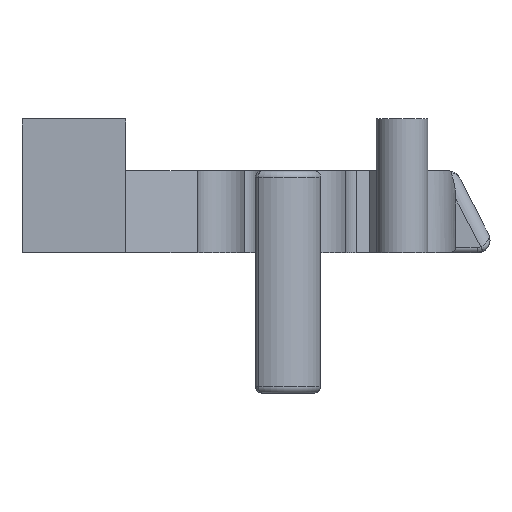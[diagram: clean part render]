
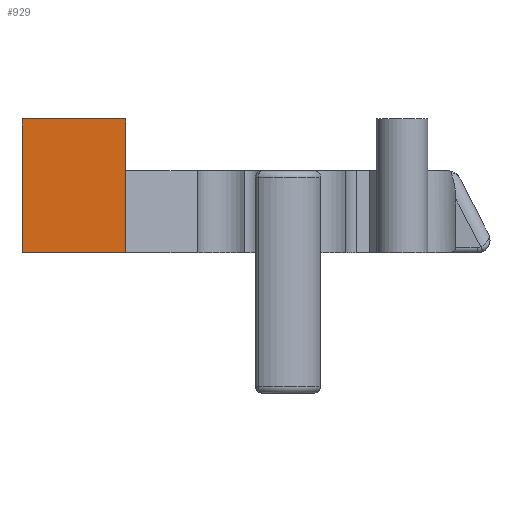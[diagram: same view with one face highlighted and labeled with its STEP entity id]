
A CAD part, front view. The second image highlights one B-rep face of the part: STEP entity #929.
In plain terms, the highlighted planar face has unit normal (0, -1, 0).
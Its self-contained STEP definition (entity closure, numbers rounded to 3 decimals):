
#137 = VERTEX_POINT ( 'NONE', #1486 ) ;
#155 = LINE ( 'NONE', #2594, #699 ) ;
#175 = CARTESIAN_POINT ( 'NONE',  ( -2., -12.738, -1.587 ) ) ;
#183 = CARTESIAN_POINT ( 'NONE',  ( 2., -12.738, 3.587 ) ) ;
#323 = VERTEX_POINT ( 'NONE', #359 ) ;
#359 = CARTESIAN_POINT ( 'NONE',  ( -2., -12.738, 3.587 ) ) ;
#412 = CARTESIAN_POINT ( 'NONE',  ( 2., -12.738, 3.587 ) ) ;
#549 = DIRECTION ( 'NONE',  ( 0., 0., 1. ) ) ;
#571 = VECTOR ( 'NONE', #2441, 1000. ) ;
#670 = VECTOR ( 'NONE', #1915, 1000. ) ;
#679 = ORIENTED_EDGE ( 'NONE', *, *, #1574, .F. ) ;
#699 = VECTOR ( 'NONE', #1122, 1000. ) ;
#737 = DIRECTION ( 'NONE',  ( 0., 1., 0. ) ) ;
#860 = VECTOR ( 'NONE', #549, 1000. ) ;
#929 = ADVANCED_FACE ( 'NONE', ( #2951 ), #2430, .F. ) ;
#937 = LINE ( 'NONE', #2880, #670 ) ;
#1122 = DIRECTION ( 'NONE',  ( 0., 0., -1. ) ) ;
#1162 = EDGE_CURVE ( 'NONE', #2966, #137, #1850, .T. ) ;
#1177 = VERTEX_POINT ( 'NONE', #412 ) ;
#1185 = ORIENTED_EDGE ( 'NONE', *, *, #1162, .T. ) ;
#1462 = ORIENTED_EDGE ( 'NONE', *, *, #2500, .F. ) ;
#1486 = CARTESIAN_POINT ( 'NONE',  ( 2., -12.738, -1.587 ) ) ;
#1574 = EDGE_CURVE ( 'NONE', #2976, #137, #155, .T. ) ;
#1713 = LINE ( 'NONE', #183, #571 ) ;
#1769 = LINE ( 'NONE', #2538, #860 ) ;
#1850 = LINE ( 'NONE', #3119, #2983 ) ;
#1915 = DIRECTION ( 'NONE',  ( 1., 0., 0. ) ) ;
#1993 = ORIENTED_EDGE ( 'NONE', *, *, #2881, .F. ) ;
#2028 = AXIS2_PLACEMENT_3D ( 'NONE', #2248, #737, #2685 ) ;
#2117 = EDGE_LOOP ( 'NONE', ( #1185, #679, #1462, #3118, #1993 ) ) ;
#2121 = CARTESIAN_POINT ( 'NONE',  ( 2., -12.738, 1.587 ) ) ;
#2248 = CARTESIAN_POINT ( 'NONE',  ( 0., -12.738, 1.587 ) ) ;
#2430 = PLANE ( 'NONE',  #2028 ) ;
#2441 = DIRECTION ( 'NONE',  ( 0., 0., -1. ) ) ;
#2492 = EDGE_CURVE ( 'NONE', #323, #1177, #937, .T. ) ;
#2500 = EDGE_CURVE ( 'NONE', #1177, #2976, #1713, .T. ) ;
#2538 = CARTESIAN_POINT ( 'NONE',  ( -2., -12.738, -1.587 ) ) ;
#2594 = CARTESIAN_POINT ( 'NONE',  ( 2., -12.738, 1.587 ) ) ;
#2685 = DIRECTION ( 'NONE',  ( -1., 0., 0. ) ) ;
#2835 = DIRECTION ( 'NONE',  ( 1., 0., 0. ) ) ;
#2880 = CARTESIAN_POINT ( 'NONE',  ( 2., -12.738, 3.587 ) ) ;
#2881 = EDGE_CURVE ( 'NONE', #2966, #323, #1769, .T. ) ;
#2951 = FACE_OUTER_BOUND ( 'NONE', #2117, .T. ) ;
#2966 = VERTEX_POINT ( 'NONE', #175 ) ;
#2976 = VERTEX_POINT ( 'NONE', #2121 ) ;
#2983 = VECTOR ( 'NONE', #2835, 1000. ) ;
#3118 = ORIENTED_EDGE ( 'NONE', *, *, #2492, .F. ) ;
#3119 = CARTESIAN_POINT ( 'NONE',  ( 0., -12.738, -1.587 ) ) ;
